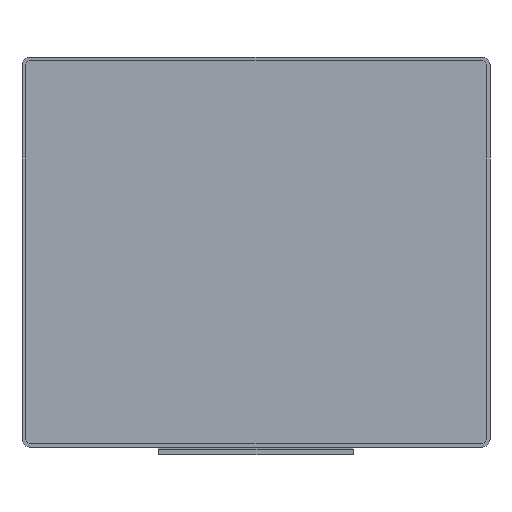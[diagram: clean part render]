
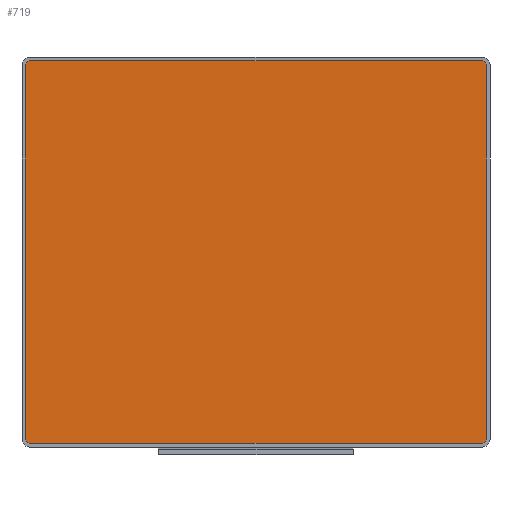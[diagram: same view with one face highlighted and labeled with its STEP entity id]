
A CAD part, front view. The second image highlights one B-rep face of the part: STEP entity #719.
In plain terms, the highlighted planar face has unit normal (0, -1, 0).
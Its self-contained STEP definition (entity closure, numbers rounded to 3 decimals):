
#63=PLANE('',#834);
#118=LINE('',#1193,#190);
#122=LINE('',#1205,#194);
#126=LINE('',#1217,#198);
#130=LINE('',#1228,#202);
#190=VECTOR('',#985,1000.);
#194=VECTOR('',#997,1000.);
#198=VECTOR('',#1009,1000.);
#202=VECTOR('',#1021,1000.);
#367=ORIENTED_EDGE('',*,*,#469,.F.);
#368=ORIENTED_EDGE('',*,*,#490,.F.);
#369=ORIENTED_EDGE('',*,*,#487,.F.);
#370=ORIENTED_EDGE('',*,*,#484,.F.);
#371=ORIENTED_EDGE('',*,*,#481,.F.);
#372=ORIENTED_EDGE('',*,*,#478,.F.);
#373=ORIENTED_EDGE('',*,*,#475,.F.);
#374=ORIENTED_EDGE('',*,*,#472,.F.);
#469=EDGE_CURVE('',#545,#546,#584,.T.);
#472=EDGE_CURVE('',#546,#548,#118,.T.);
#475=EDGE_CURVE('',#548,#550,#586,.T.);
#478=EDGE_CURVE('',#550,#552,#122,.T.);
#481=EDGE_CURVE('',#552,#554,#588,.T.);
#484=EDGE_CURVE('',#554,#556,#126,.T.);
#487=EDGE_CURVE('',#556,#558,#590,.T.);
#490=EDGE_CURVE('',#558,#545,#130,.T.);
#545=VERTEX_POINT('',#1186);
#546=VERTEX_POINT('',#1188);
#548=VERTEX_POINT('',#1194);
#550=VERTEX_POINT('',#1200);
#552=VERTEX_POINT('',#1206);
#554=VERTEX_POINT('',#1212);
#556=VERTEX_POINT('',#1218);
#558=VERTEX_POINT('',#1224);
#584=CIRCLE('',#820,0.1);
#586=CIRCLE('',#824,0.1);
#588=CIRCLE('',#828,0.1);
#590=CIRCLE('',#832,0.1);
#625=EDGE_LOOP('',(#367,#368,#369,#370,#371,#372,#373,#374));
#667=FACE_BOUND('',#625,.T.);
#719=ADVANCED_FACE('',(#667),#63,.F.);
#820=AXIS2_PLACEMENT_3D('',#1187,#979,#980);
#824=AXIS2_PLACEMENT_3D('',#1199,#991,#992);
#828=AXIS2_PLACEMENT_3D('',#1211,#1003,#1004);
#832=AXIS2_PLACEMENT_3D('',#1223,#1015,#1016);
#834=AXIS2_PLACEMENT_3D('',#1229,#1022,#1023);
#979=DIRECTION('',(0.,1.,0.));
#980=DIRECTION('',(1.,0.,0.));
#985=DIRECTION('',(1.,0.,0.));
#991=DIRECTION('',(0.,1.,0.));
#992=DIRECTION('',(-1.,0.,0.));
#997=DIRECTION('',(0.,0.,-1.));
#1003=DIRECTION('',(0.,1.,0.));
#1004=DIRECTION('',(1.,0.,0.));
#1009=DIRECTION('',(-1.,0.,0.));
#1015=DIRECTION('',(0.,1.,0.));
#1016=DIRECTION('',(1.,0.,0.));
#1021=DIRECTION('',(0.,0.,1.));
#1022=DIRECTION('',(0.,1.,0.));
#1023=DIRECTION('',(0.,0.,1.));
#1186=CARTESIAN_POINT('',(-5.9,-499.995,4.8));
#1187=CARTESIAN_POINT('',(-5.8,-499.995,4.8));
#1188=CARTESIAN_POINT('',(-5.8,-499.995,4.9));
#1193=CARTESIAN_POINT('',(-5.8,-499.995,4.9));
#1194=CARTESIAN_POINT('',(5.8,-499.995,4.9));
#1199=CARTESIAN_POINT('',(5.8,-499.995,4.8));
#1200=CARTESIAN_POINT('',(5.9,-499.995,4.8));
#1205=CARTESIAN_POINT('',(5.9,-499.995,4.8));
#1206=CARTESIAN_POINT('',(5.9,-499.995,-4.8));
#1211=CARTESIAN_POINT('',(5.8,-499.995,-4.8));
#1212=CARTESIAN_POINT('',(5.8,-499.995,-4.9));
#1217=CARTESIAN_POINT('',(5.8,-499.995,-4.9));
#1218=CARTESIAN_POINT('',(-5.8,-499.995,-4.9));
#1223=CARTESIAN_POINT('',(-5.8,-499.995,-4.8));
#1224=CARTESIAN_POINT('',(-5.9,-499.995,-4.8));
#1228=CARTESIAN_POINT('',(-5.9,-499.995,-4.8));
#1229=CARTESIAN_POINT('',(-5.8,-499.995,4.8));
